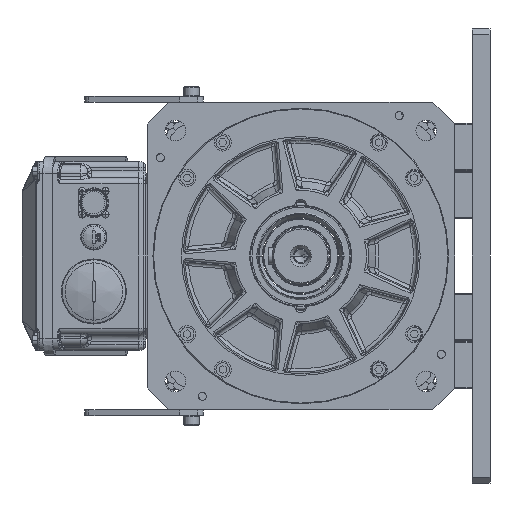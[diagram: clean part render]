
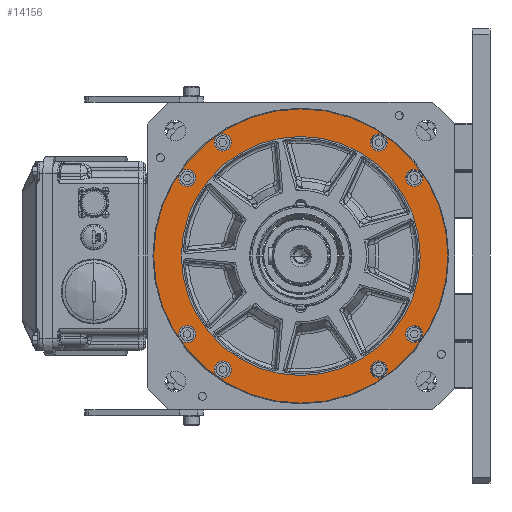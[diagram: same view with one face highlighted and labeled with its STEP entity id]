
A CAD part, left-side view. The second image highlights one B-rep face of the part: STEP entity #14156.
In plain terms, the highlighted planar face has unit normal (-1, 0, 0).
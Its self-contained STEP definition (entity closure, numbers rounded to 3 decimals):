
#5615=CARTESIAN_POINT('',(106.,0.,0.));
#5616=DIRECTION('',(1.,0.,0.));
#5617=DIRECTION('',(0.,-1.,0.));
#5618=AXIS2_PLACEMENT_3D('',#5615,#5616,#5617);
#5620=CARTESIAN_POINT('',(106.,0.,0.));
#5621=DIRECTION('',(1.,0.,0.));
#5622=DIRECTION('',(0.,1.,0.));
#5623=AXIS2_PLACEMENT_3D('',#5620,#5621,#5622);
#5625=CARTESIAN_POINT('',(106.,96.,-66.));
#5626=DIRECTION('',(-1.,0.,0.));
#5627=DIRECTION('',(0.,-1.,0.));
#5628=AXIS2_PLACEMENT_3D('',#5625,#5626,#5627);
#5630=CARTESIAN_POINT('',(106.,96.,-66.));
#5631=DIRECTION('',(-1.,0.,0.));
#5632=DIRECTION('',(0.,1.,0.));
#5633=AXIS2_PLACEMENT_3D('',#5630,#5631,#5632);
#5635=CARTESIAN_POINT('',(106.,96.,66.));
#5636=DIRECTION('',(1.,0.,0.));
#5637=DIRECTION('',(0.,-1.,0.));
#5638=AXIS2_PLACEMENT_3D('',#5635,#5636,#5637);
#5640=CARTESIAN_POINT('',(106.,96.,66.));
#5641=DIRECTION('',(1.,0.,0.));
#5642=DIRECTION('',(0.,1.,0.));
#5643=AXIS2_PLACEMENT_3D('',#5640,#5641,#5642);
#5645=CARTESIAN_POINT('',(106.,-66.,-96.));
#5646=DIRECTION('',(-1.,0.,0.));
#5647=DIRECTION('',(0.,0.,1.));
#5648=AXIS2_PLACEMENT_3D('',#5645,#5646,#5647);
#5650=CARTESIAN_POINT('',(106.,-66.,-96.));
#5651=DIRECTION('',(-1.,0.,0.));
#5652=DIRECTION('',(0.,0.,-1.));
#5653=AXIS2_PLACEMENT_3D('',#5650,#5651,#5652);
#5655=CARTESIAN_POINT('',(106.,66.,-96.));
#5656=DIRECTION('',(1.,0.,0.));
#5657=DIRECTION('',(0.,0.,1.));
#5658=AXIS2_PLACEMENT_3D('',#5655,#5656,#5657);
#5660=CARTESIAN_POINT('',(106.,66.,-96.));
#5661=DIRECTION('',(1.,0.,0.));
#5662=DIRECTION('',(0.,0.,-1.));
#5663=AXIS2_PLACEMENT_3D('',#5660,#5661,#5662);
#5665=CARTESIAN_POINT('',(106.,-96.,66.));
#5666=DIRECTION('',(-1.,0.,0.));
#5667=DIRECTION('',(0.,1.,0.));
#5668=AXIS2_PLACEMENT_3D('',#5665,#5666,#5667);
#5670=CARTESIAN_POINT('',(106.,-96.,66.));
#5671=DIRECTION('',(-1.,0.,0.));
#5672=DIRECTION('',(0.,-1.,0.));
#5673=AXIS2_PLACEMENT_3D('',#5670,#5671,#5672);
#5675=CARTESIAN_POINT('',(106.,-96.,-66.));
#5676=DIRECTION('',(1.,0.,0.));
#5677=DIRECTION('',(0.,1.,0.));
#5678=AXIS2_PLACEMENT_3D('',#5675,#5676,#5677);
#5680=CARTESIAN_POINT('',(106.,-96.,-66.));
#5681=DIRECTION('',(1.,0.,0.));
#5682=DIRECTION('',(0.,-1.,0.));
#5683=AXIS2_PLACEMENT_3D('',#5680,#5681,#5682);
#5685=CARTESIAN_POINT('',(106.,66.,96.));
#5686=DIRECTION('',(-1.,0.,0.));
#5687=DIRECTION('',(0.,0.,-1.));
#5688=AXIS2_PLACEMENT_3D('',#5685,#5686,#5687);
#5690=CARTESIAN_POINT('',(106.,66.,96.));
#5691=DIRECTION('',(-1.,0.,0.));
#5692=DIRECTION('',(0.,0.,1.));
#5693=AXIS2_PLACEMENT_3D('',#5690,#5691,#5692);
#5695=CARTESIAN_POINT('',(106.,-66.,96.));
#5696=DIRECTION('',(1.,0.,0.));
#5697=DIRECTION('',(0.,0.,-1.));
#5698=AXIS2_PLACEMENT_3D('',#5695,#5696,#5697);
#5700=CARTESIAN_POINT('',(106.,-66.,96.));
#5701=DIRECTION('',(1.,0.,0.));
#5702=DIRECTION('',(0.,0.,1.));
#5703=AXIS2_PLACEMENT_3D('',#5700,#5701,#5702);
#5705=CARTESIAN_POINT('',(106.,0.,0.));
#5706=DIRECTION('',(-1.,0.,0.));
#5707=DIRECTION('',(0.,0.,1.));
#5708=AXIS2_PLACEMENT_3D('',#5705,#5706,#5707);
#5710=CARTESIAN_POINT('',(106.,0.,0.));
#5711=DIRECTION('',(-1.,0.,0.));
#5712=DIRECTION('',(0.,0.,-1.));
#5713=AXIS2_PLACEMENT_3D('',#5710,#5711,#5712);
#6378=CARTESIAN_POINT('',(106.,-124.423,0.));
#6379=CARTESIAN_POINT('',(106.,124.423,0.));
#6380=VERTEX_POINT('',#6378);
#6381=VERTEX_POINT('',#6379);
#6390=CARTESIAN_POINT('',(106.,88.75,-66.));
#6391=CARTESIAN_POINT('',(106.,103.25,-66.));
#6392=VERTEX_POINT('',#6390);
#6393=VERTEX_POINT('',#6391);
#6398=CARTESIAN_POINT('',(106.,88.75,66.));
#6399=VERTEX_POINT('',#6398);
#6400=CARTESIAN_POINT('',(106.,103.25,66.));
#6401=VERTEX_POINT('',#6400);
#6410=CARTESIAN_POINT('',(106.,-66.,-88.75));
#6411=VERTEX_POINT('',#6410);
#6412=CARTESIAN_POINT('',(106.,-66.,-103.25));
#6413=VERTEX_POINT('',#6412);
#6418=CARTESIAN_POINT('',(106.,66.,-88.75));
#6419=VERTEX_POINT('',#6418);
#6420=CARTESIAN_POINT('',(106.,66.,-103.25));
#6421=VERTEX_POINT('',#6420);
#6426=CARTESIAN_POINT('',(106.,-88.75,66.));
#6427=VERTEX_POINT('',#6426);
#6428=CARTESIAN_POINT('',(106.,-103.25,66.));
#6429=VERTEX_POINT('',#6428);
#6434=CARTESIAN_POINT('',(106.,-88.75,-66.));
#6435=VERTEX_POINT('',#6434);
#6436=CARTESIAN_POINT('',(106.,-103.25,-66.));
#6437=VERTEX_POINT('',#6436);
#6442=CARTESIAN_POINT('',(106.,66.,88.75));
#6443=VERTEX_POINT('',#6442);
#6444=CARTESIAN_POINT('',(106.,66.,103.25));
#6445=VERTEX_POINT('',#6444);
#6450=CARTESIAN_POINT('',(106.,-66.,88.75));
#6451=VERTEX_POINT('',#6450);
#6452=CARTESIAN_POINT('',(106.,-66.,103.25));
#6453=VERTEX_POINT('',#6452);
#6546=CARTESIAN_POINT('',(106.,0.,101.));
#6547=CARTESIAN_POINT('',(106.,0.,-101.));
#6548=VERTEX_POINT('',#6546);
#6549=VERTEX_POINT('',#6547);
#14091=CARTESIAN_POINT('',(106.,0.,0.));
#14092=DIRECTION('',(-1.,0.,0.));
#14093=DIRECTION('',(0.,-1.,0.));
#14094=AXIS2_PLACEMENT_3D('',#14091,#14092,#14093);
#14095=PLANE('',#14094);
#14097=ORIENTED_EDGE('',*,*,#14096,.T.);
#14099=ORIENTED_EDGE('',*,*,#14098,.T.);
#14100=EDGE_LOOP('',(#14097,#14099));
#14101=FACE_OUTER_BOUND('',#14100,.F.);
#14103=ORIENTED_EDGE('',*,*,#14102,.T.);
#14105=ORIENTED_EDGE('',*,*,#14104,.T.);
#14106=EDGE_LOOP('',(#14103,#14105));
#14107=FACE_BOUND('',#14106,.F.);
#14109=ORIENTED_EDGE('',*,*,#14108,.F.);
#14111=ORIENTED_EDGE('',*,*,#14110,.F.);
#14112=EDGE_LOOP('',(#14109,#14111));
#14113=FACE_BOUND('',#14112,.F.);
#14115=ORIENTED_EDGE('',*,*,#14114,.T.);
#14117=ORIENTED_EDGE('',*,*,#14116,.T.);
#14118=EDGE_LOOP('',(#14115,#14117));
#14119=FACE_BOUND('',#14118,.F.);
#14121=ORIENTED_EDGE('',*,*,#14120,.F.);
#14123=ORIENTED_EDGE('',*,*,#14122,.F.);
#14124=EDGE_LOOP('',(#14121,#14123));
#14125=FACE_BOUND('',#14124,.F.);
#14127=ORIENTED_EDGE('',*,*,#14126,.T.);
#14129=ORIENTED_EDGE('',*,*,#14128,.T.);
#14130=EDGE_LOOP('',(#14127,#14129));
#14131=FACE_BOUND('',#14130,.F.);
#14133=ORIENTED_EDGE('',*,*,#14132,.F.);
#14135=ORIENTED_EDGE('',*,*,#14134,.F.);
#14136=EDGE_LOOP('',(#14133,#14135));
#14137=FACE_BOUND('',#14136,.F.);
#14139=ORIENTED_EDGE('',*,*,#14138,.T.);
#14141=ORIENTED_EDGE('',*,*,#14140,.T.);
#14142=EDGE_LOOP('',(#14139,#14141));
#14143=FACE_BOUND('',#14142,.F.);
#14145=ORIENTED_EDGE('',*,*,#14144,.F.);
#14147=ORIENTED_EDGE('',*,*,#14146,.F.);
#14148=EDGE_LOOP('',(#14145,#14147));
#14149=FACE_BOUND('',#14148,.F.);
#14151=ORIENTED_EDGE('',*,*,#14150,.T.);
#14153=ORIENTED_EDGE('',*,*,#14152,.T.);
#14154=EDGE_LOOP('',(#14151,#14153));
#14155=FACE_BOUND('',#14154,.F.);
#14156=ADVANCED_FACE('',(#14101,#14107,#14113,#14119,#14125,#14131,#14137,
#14143,#14149,#14155),#14095,.T.);
#5619=CIRCLE('',#5618,124.423);
#5624=CIRCLE('',#5623,124.423);
#5629=CIRCLE('',#5628,7.25);
#5634=CIRCLE('',#5633,7.25);
#5639=CIRCLE('',#5638,7.25);
#5644=CIRCLE('',#5643,7.25);
#5649=CIRCLE('',#5648,7.25);
#5654=CIRCLE('',#5653,7.25);
#5659=CIRCLE('',#5658,7.25);
#5664=CIRCLE('',#5663,7.25);
#5669=CIRCLE('',#5668,7.25);
#5674=CIRCLE('',#5673,7.25);
#5679=CIRCLE('',#5678,7.25);
#5684=CIRCLE('',#5683,7.25);
#5689=CIRCLE('',#5688,7.25);
#5694=CIRCLE('',#5693,7.25);
#5699=CIRCLE('',#5698,7.25);
#5704=CIRCLE('',#5703,7.25);
#5709=CIRCLE('',#5708,101.);
#5714=CIRCLE('',#5713,101.);
#14096=EDGE_CURVE('',#6380,#6381,#5619,.T.);
#14098=EDGE_CURVE('',#6381,#6380,#5624,.T.);
#14102=EDGE_CURVE('',#6392,#6393,#5629,.T.);
#14104=EDGE_CURVE('',#6393,#6392,#5634,.T.);
#14108=EDGE_CURVE('',#6399,#6401,#5639,.T.);
#14110=EDGE_CURVE('',#6401,#6399,#5644,.T.);
#14114=EDGE_CURVE('',#6411,#6413,#5649,.T.);
#14116=EDGE_CURVE('',#6413,#6411,#5654,.T.);
#14120=EDGE_CURVE('',#6419,#6421,#5659,.T.);
#14122=EDGE_CURVE('',#6421,#6419,#5664,.T.);
#14126=EDGE_CURVE('',#6427,#6429,#5669,.T.);
#14128=EDGE_CURVE('',#6429,#6427,#5674,.T.);
#14132=EDGE_CURVE('',#6435,#6437,#5679,.T.);
#14134=EDGE_CURVE('',#6437,#6435,#5684,.T.);
#14138=EDGE_CURVE('',#6443,#6445,#5689,.T.);
#14140=EDGE_CURVE('',#6445,#6443,#5694,.T.);
#14144=EDGE_CURVE('',#6451,#6453,#5699,.T.);
#14146=EDGE_CURVE('',#6453,#6451,#5704,.T.);
#14150=EDGE_CURVE('',#6548,#6549,#5709,.T.);
#14152=EDGE_CURVE('',#6549,#6548,#5714,.T.);
